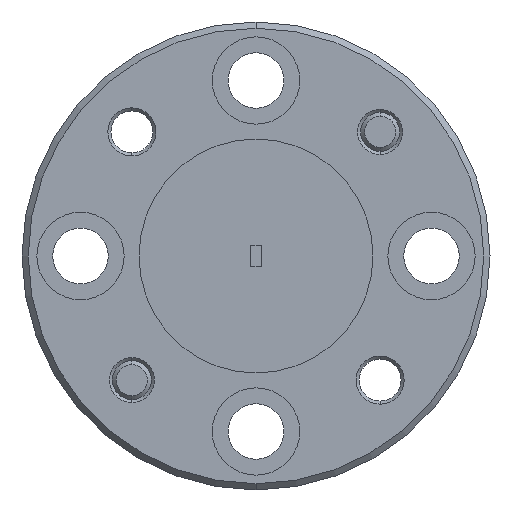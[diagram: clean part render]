
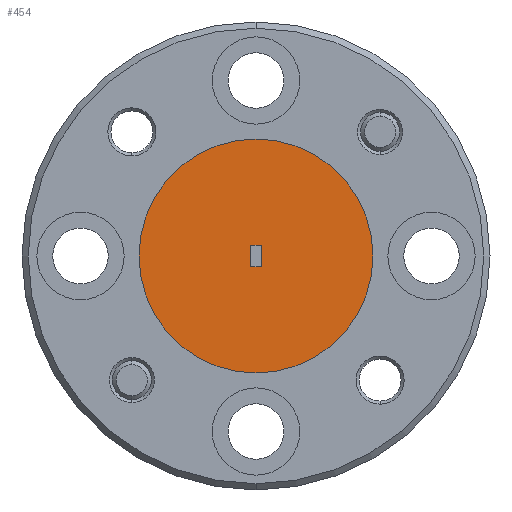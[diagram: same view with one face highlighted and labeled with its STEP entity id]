
A CAD part, left-side view. The second image highlights one B-rep face of the part: STEP entity #454.
In plain terms, the highlighted planar face has unit normal (-1, 0, 0).
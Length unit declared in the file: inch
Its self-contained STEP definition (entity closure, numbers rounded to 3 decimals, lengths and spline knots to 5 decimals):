
#28 = ORIENTED_EDGE ( 'NONE', *, *, #2307, .F. ) ;
#162 = CARTESIAN_POINT ( 'NONE',  ( -2.43268, 0.91519, 0.47478 ) ) ;
#193 = CARTESIAN_POINT ( 'NONE',  ( -2.43268, 0.93219, 0.47478 ) ) ;
#298 = AXIS2_PLACEMENT_3D ( 'NONE', #581, #1872, #1517 ) ;
#349 = FACE_BOUND ( 'NONE', #2165, .T. ) ;
#415 = ORIENTED_EDGE ( 'NONE', *, *, #662, .F. ) ;
#420 = VERTEX_POINT ( 'NONE', #1504 ) ;
#454 = ADVANCED_FACE ( 'NONE', ( #349, #1927 ), #1835, .T. ) ;
#581 = CARTESIAN_POINT ( 'NONE',  ( -2.43268, 0.92369, 0.49178 ) ) ;
#591 = ORIENTED_EDGE ( 'NONE', *, *, #2189, .F. ) ;
#606 = CARTESIAN_POINT ( 'NONE',  ( -2.43268, 0.93219, 0.50878 ) ) ;
#662 = EDGE_CURVE ( 'NONE', #2206, #420, #693, .T. ) ;
#693 = CIRCLE ( 'NONE', #298, 0.1875 ) ;
#728 = DIRECTION ( 'NONE',  ( 1., 0., 0. ) ) ;
#752 = CARTESIAN_POINT ( 'NONE',  ( -2.43268, 0.92369, 0.49178 ) ) ;
#811 = DIRECTION ( 'NONE',  ( 0., 1., 0. ) ) ;
#854 = VECTOR ( 'NONE', #1646, 39.37008 ) ;
#872 = DIRECTION ( 'NONE',  ( 0., 0., -1. ) ) ;
#926 = DIRECTION ( 'NONE',  ( 0., 1., 0. ) ) ;
#1024 = ORIENTED_EDGE ( 'NONE', *, *, #2065, .F. ) ;
#1052 = EDGE_CURVE ( 'NONE', #2253, #1519, #1093, .T. ) ;
#1085 = AXIS2_PLACEMENT_3D ( 'NONE', #752, #2211, #1322 ) ;
#1093 = LINE ( 'NONE', #1813, #854 ) ;
#1322 = DIRECTION ( 'NONE',  ( 0., -1., 0. ) ) ;
#1390 = CARTESIAN_POINT ( 'NONE',  ( -2.43268, 0.91519, 0.50878 ) ) ;
#1458 = DIRECTION ( 'NONE',  ( 0., 0., 1. ) ) ;
#1467 = ORIENTED_EDGE ( 'NONE', *, *, #1902, .F. ) ;
#1504 = CARTESIAN_POINT ( 'NONE',  ( -2.43268, 1.11119, 0.49178 ) ) ;
#1517 = DIRECTION ( 'NONE',  ( 0., 1., 0. ) ) ;
#1519 = VERTEX_POINT ( 'NONE', #162 ) ;
#1646 = DIRECTION ( 'NONE',  ( 0., -1., 0. ) ) ;
#1690 = EDGE_LOOP ( 'NONE', ( #591, #415 ) ) ;
#1813 = CARTESIAN_POINT ( 'NONE',  ( -2.43268, 0.93219, 0.47478 ) ) ;
#1817 = CARTESIAN_POINT ( 'NONE',  ( -2.43268, 0.92369, 0.49178 ) ) ;
#1829 = LINE ( 'NONE', #1987, #2310 ) ;
#1835 = PLANE ( 'NONE',  #1085 ) ;
#1872 = DIRECTION ( 'NONE',  ( 1., 0., 0. ) ) ;
#1902 = EDGE_CURVE ( 'NONE', #2389, #2253, #1829, .T. ) ;
#1927 = FACE_OUTER_BOUND ( 'NONE', #1690, .T. ) ;
#1976 = CARTESIAN_POINT ( 'NONE',  ( -2.43268, 0.91519, 0.47478 ) ) ;
#1980 = AXIS2_PLACEMENT_3D ( 'NONE', #1817, #728, #926 ) ;
#1987 = CARTESIAN_POINT ( 'NONE',  ( -2.43268, 0.93219, 0.47478 ) ) ;
#2065 = EDGE_CURVE ( 'NONE', #1519, #2299, #2327, .T. ) ;
#2148 = VECTOR ( 'NONE', #1458, 39.37008 ) ;
#2165 = EDGE_LOOP ( 'NONE', ( #2326, #1467, #28, #1024 ) ) ;
#2177 = LINE ( 'NONE', #606, #2375 ) ;
#2189 = EDGE_CURVE ( 'NONE', #420, #2206, #2380, .T. ) ;
#2206 = VERTEX_POINT ( 'NONE', #2386 ) ;
#2211 = DIRECTION ( 'NONE',  ( -1., 0., 0. ) ) ;
#2253 = VERTEX_POINT ( 'NONE', #193 ) ;
#2299 = VERTEX_POINT ( 'NONE', #1390 ) ;
#2307 = EDGE_CURVE ( 'NONE', #2299, #2389, #2177, .T. ) ;
#2310 = VECTOR ( 'NONE', #872, 39.37008 ) ;
#2313 = CARTESIAN_POINT ( 'NONE',  ( -2.43268, 0.93219, 0.50878 ) ) ;
#2326 = ORIENTED_EDGE ( 'NONE', *, *, #1052, .F. ) ;
#2327 = LINE ( 'NONE', #1976, #2148 ) ;
#2375 = VECTOR ( 'NONE', #811, 39.37008 ) ;
#2380 = CIRCLE ( 'NONE', #1980, 0.1875 ) ;
#2386 = CARTESIAN_POINT ( 'NONE',  ( -2.43268, 0.73619, 0.49178 ) ) ;
#2389 = VERTEX_POINT ( 'NONE', #2313 ) ;
